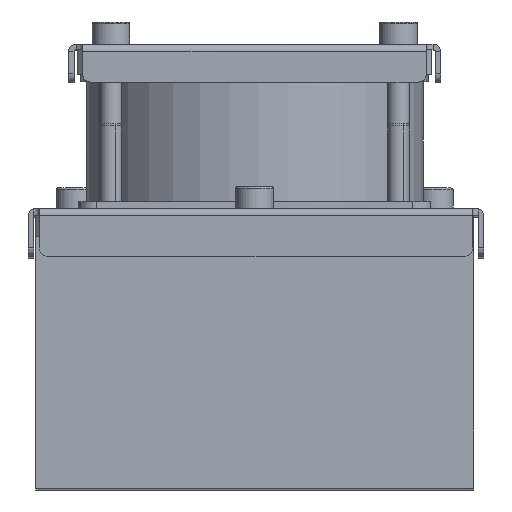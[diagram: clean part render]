
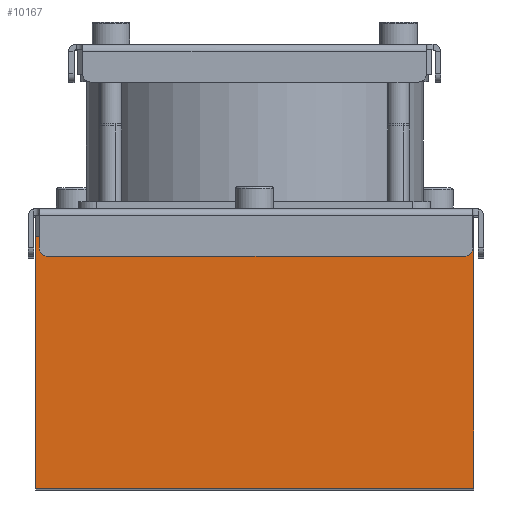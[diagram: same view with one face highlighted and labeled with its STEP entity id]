
A CAD part, top view. The second image highlights one B-rep face of the part: STEP entity #10167.
In plain terms, the highlighted planar face has unit normal (0, 0, 1).
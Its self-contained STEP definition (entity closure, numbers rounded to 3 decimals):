
#359 = VECTOR ( 'NONE', #12171, 1000. ) ;
#1219 = AXIS2_PLACEMENT_3D ( 'NONE', #9996, #6572, #14656 ) ;
#1400 = VECTOR ( 'NONE', #11606, 1000. ) ;
#2322 = ORIENTED_EDGE ( 'NONE', *, *, #5094, .F. ) ;
#2382 = CARTESIAN_POINT ( 'NONE',  ( -49.53, 55.372, 120.65 ) ) ;
#2797 = VERTEX_POINT ( 'NONE', #9252 ) ;
#3094 = PLANE ( 'NONE',  #1219 ) ;
#3175 = CARTESIAN_POINT ( 'NONE',  ( -49.53, 55.372, 120.65 ) ) ;
#3555 = FACE_OUTER_BOUND ( 'NONE', #8448, .T. ) ;
#3833 = EDGE_CURVE ( 'NONE', #6971, #11463, #4049, .T. ) ;
#4049 = LINE ( 'NONE', #14408, #6754 ) ;
#5094 = EDGE_CURVE ( 'NONE', #2797, #11463, #6531, .T. ) ;
#5391 = EDGE_CURVE ( 'NONE', #5435, #2797, #12813, .T. ) ;
#5435 = VERTEX_POINT ( 'NONE', #12921 ) ;
#5940 = DIRECTION ( 'NONE',  ( 0., -1., 0. ) ) ;
#5986 = VECTOR ( 'NONE', #5940, 1000. ) ;
#6153 = CARTESIAN_POINT ( 'NONE',  ( -49.53, -1.524, 120.65 ) ) ;
#6531 = LINE ( 'NONE', #8705, #359 ) ;
#6572 = DIRECTION ( 'NONE',  ( 0., 0., -1. ) ) ;
#6754 = VECTOR ( 'NONE', #7494, 1000. ) ;
#6971 = VERTEX_POINT ( 'NONE', #3175 ) ;
#7494 = DIRECTION ( 'NONE',  ( 0., -1., 0. ) ) ;
#8448 = EDGE_LOOP ( 'NONE', ( #12737, #2322, #10698, #14748 ) ) ;
#8705 = CARTESIAN_POINT ( 'NONE',  ( -49.53, -1.524, 120.65 ) ) ;
#9252 = CARTESIAN_POINT ( 'NONE',  ( 49.53, -1.524, 120.65 ) ) ;
#9996 = CARTESIAN_POINT ( 'NONE',  ( -49.53, 55.372, 120.65 ) ) ;
#10167 = ADVANCED_FACE ( 'NONE', ( #3555 ), #3094, .F. ) ;
#10698 = ORIENTED_EDGE ( 'NONE', *, *, #5391, .F. ) ;
#11463 = VERTEX_POINT ( 'NONE', #6153 ) ;
#11606 = DIRECTION ( 'NONE',  ( 1., 0., 0. ) ) ;
#11714 = CARTESIAN_POINT ( 'NONE',  ( 49.53, 55.372, 120.65 ) ) ;
#12171 = DIRECTION ( 'NONE',  ( -1., 0., 0. ) ) ;
#12737 = ORIENTED_EDGE ( 'NONE', *, *, #3833, .T. ) ;
#12813 = LINE ( 'NONE', #11714, #5986 ) ;
#12921 = CARTESIAN_POINT ( 'NONE',  ( 49.53, 55.372, 120.65 ) ) ;
#13337 = LINE ( 'NONE', #2382, #1400 ) ;
#14408 = CARTESIAN_POINT ( 'NONE',  ( -49.53, 55.372, 120.65 ) ) ;
#14656 = DIRECTION ( 'NONE',  ( -1., 0., 0. ) ) ;
#14737 = EDGE_CURVE ( 'NONE', #6971, #5435, #13337, .T. ) ;
#14748 = ORIENTED_EDGE ( 'NONE', *, *, #14737, .F. ) ;
